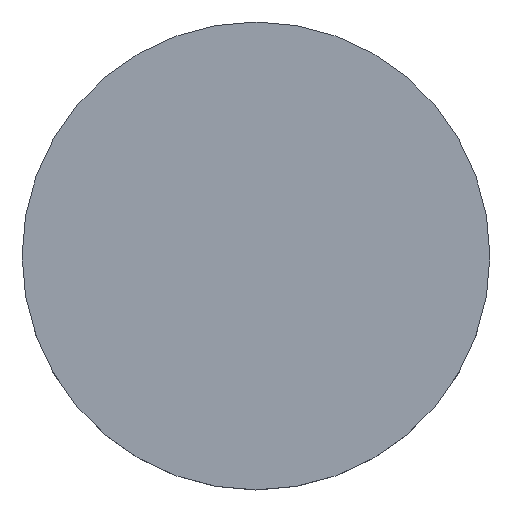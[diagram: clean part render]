
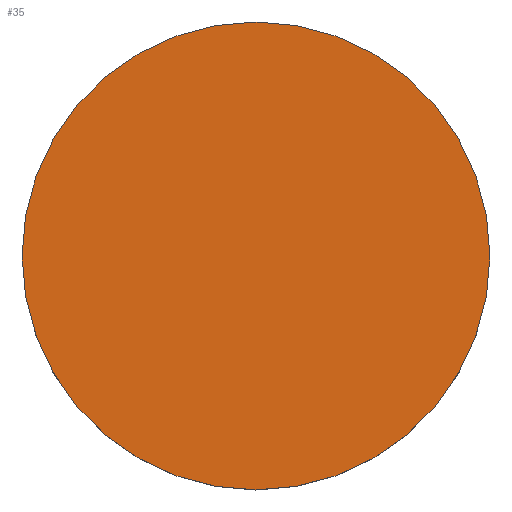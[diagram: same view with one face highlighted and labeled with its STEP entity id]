
A CAD part, top view. The second image highlights one B-rep face of the part: STEP entity #35.
In plain terms, the highlighted planar face has unit normal (0, 0, 1).
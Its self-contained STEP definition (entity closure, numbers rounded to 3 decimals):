
#3 = EDGE_CURVE ( 'NONE', #95, #140, #39, .T. ) ;
#19 = AXIS2_PLACEMENT_3D ( 'NONE', #188, #29, #84 ) ;
#21 = AXIS2_PLACEMENT_3D ( 'NONE', #218, #49, #176 ) ;
#29 = DIRECTION ( 'NONE',  ( 0., 0., -1. ) ) ;
#35 = ADVANCED_FACE ( 'NONE', ( #187 ), #85, .T. ) ;
#39 = CIRCLE ( 'NONE', #19, 12.7 ) ;
#47 = ORIENTED_EDGE ( 'NONE', *, *, #192, .F. ) ;
#49 = DIRECTION ( 'NONE',  ( 0., 0., -1. ) ) ;
#64 = DIRECTION ( 'NONE',  ( 0., 0., 1. ) ) ;
#70 = CARTESIAN_POINT ( 'NONE',  ( 12.7, 0., 3.4 ) ) ;
#84 = DIRECTION ( 'NONE',  ( 1., 0., 0. ) ) ;
#85 = PLANE ( 'NONE',  #233 ) ;
#95 = VERTEX_POINT ( 'NONE', #70 ) ;
#113 = CIRCLE ( 'NONE', #21, 12.7 ) ;
#123 = ORIENTED_EDGE ( 'NONE', *, *, #3, .F. ) ;
#140 = VERTEX_POINT ( 'NONE', #161 ) ;
#161 = CARTESIAN_POINT ( 'NONE',  ( -12.7, 0., 3.4 ) ) ;
#175 = EDGE_LOOP ( 'NONE', ( #123, #47 ) ) ;
#176 = DIRECTION ( 'NONE',  ( 1., 0., 0. ) ) ;
#187 = FACE_OUTER_BOUND ( 'NONE', #175, .T. ) ;
#188 = CARTESIAN_POINT ( 'NONE',  ( 0., 0., 3.4 ) ) ;
#192 = EDGE_CURVE ( 'NONE', #140, #95, #113, .T. ) ;
#210 = DIRECTION ( 'NONE',  ( 1., 0., 0. ) ) ;
#218 = CARTESIAN_POINT ( 'NONE',  ( 0., 0., 3.4 ) ) ;
#233 = AXIS2_PLACEMENT_3D ( 'NONE', #234, #64, #210 ) ;
#234 = CARTESIAN_POINT ( 'NONE',  ( 0., 26.112, 3.4 ) ) ;
